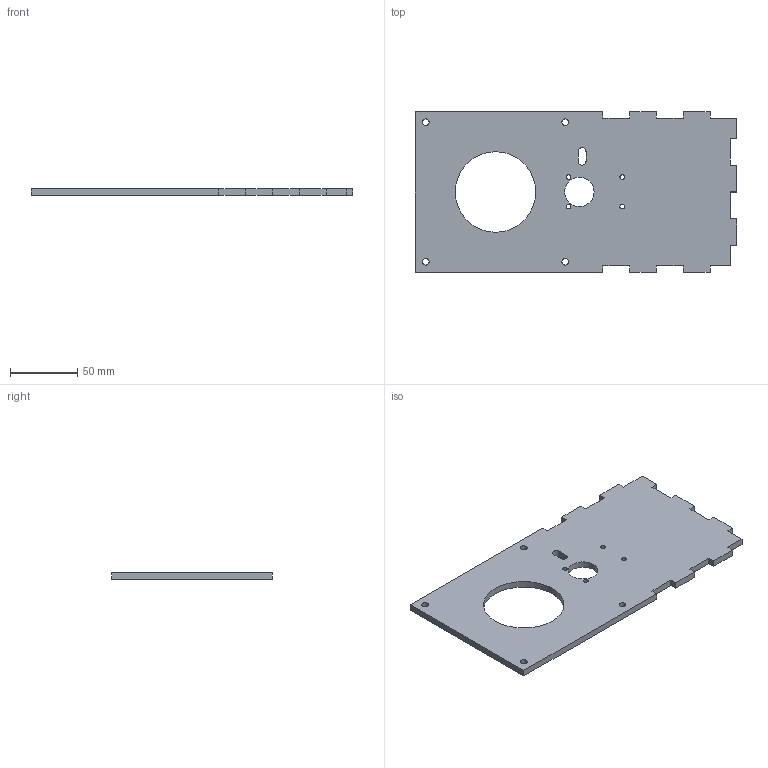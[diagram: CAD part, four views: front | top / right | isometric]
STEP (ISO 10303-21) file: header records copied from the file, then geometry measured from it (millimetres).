
FILE_DESCRIPTION(/* description */ ('STEP AP214'),/* implementation_level */ '2;1');
FILE_NAME(/* name */ '61fa9e3cde1f9b6a4c35e572',/* time_stamp */ '2022-02-02T15:07:41+00:00',/* author */ (''),/* organization */ (''),/* preprocessor_version */ 'ST-DEVELOPER v18.101',/* originating_system */ ' ',/* authorisation */ ' ');
FILE_SCHEMA (('AUTOMOTIVE_DESIGN {1 0 10303 214 3 1 1}'));
Length unit declared in the file: metre
Products named in the file (1): Couvercle Base
Bounding box: 240 x 120 x 5 mm (x, y, z)
Volume: 122650.7 mm3; surface area: 54946.6 mm2
Topology: 1 solids, 1 shells, 50 faces, 144 edges, 96 vertices
Faces by surface type: plane 38, cylinder 12
Full cylindrical faces by diameter (mm): 3.5 x4, 5 x4, 22 x1, 60 x1
Entity records: 1656 total; most frequent: CARTESIAN_POINT 281, ORIENTED_EDGE 268, DIRECTION 260, EDGE_CURVE 134, LINE 110, VECTOR 110, VERTEX_POINT 96, EDGE_LOOP 82
